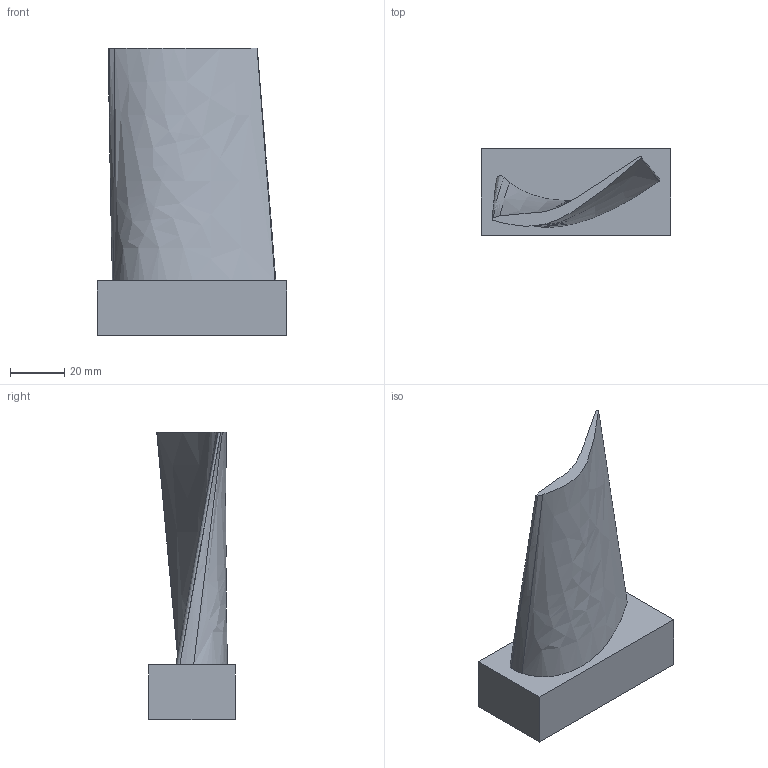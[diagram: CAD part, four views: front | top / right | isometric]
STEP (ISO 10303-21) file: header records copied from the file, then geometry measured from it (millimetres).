
FILE_DESCRIPTION(('CATIA V5 STEP Exchange'),'2;1');
FILE_NAME('aube_pleine.stp','2008-10-16T18:56:20+00:00',('none'),('none'),'CATIA Version 5 Release 17 (IN-10)','CATIA V5 STEP AP203','none');
FILE_SCHEMA(('CONFIG_CONTROL_DESIGN'));
Length unit declared in the file: millimetre
Products named in the file (1): fabrication de l'aube
Bounding box: 70 x 32 x 106 mm (x, y, z)
Volume: 72825 mm3; surface area: 19562.3 mm2
Topology: 1 solids, 1 shells, 13 faces, 30 edges, 20 vertices
Faces by surface type: plane 7, bspline 6
Entity records: 950 total; most frequent: CARTESIAN_POINT 662, ORIENTED_EDGE 60, EDGE_CURVE 30, DIRECTION 26, VERTEX_POINT 20, B_SPLINE_CURVE_WITH_KNOTS 18, EDGE_LOOP 14, ADVANCED_FACE 13
